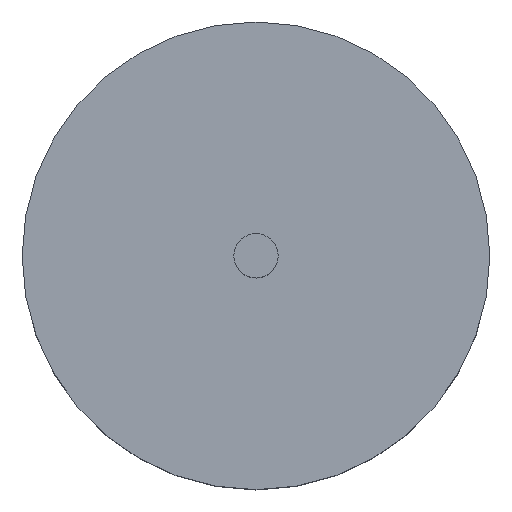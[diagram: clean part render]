
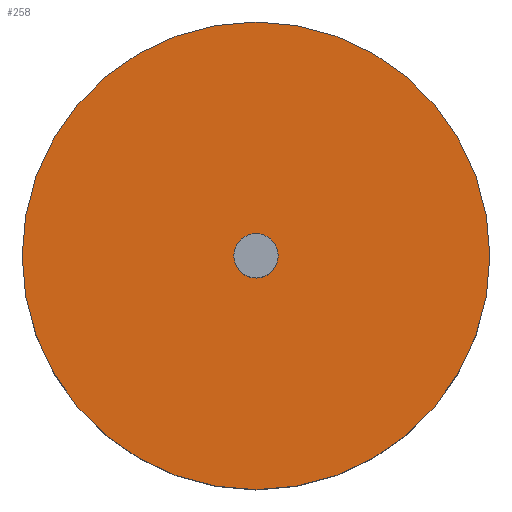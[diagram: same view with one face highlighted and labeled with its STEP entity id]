
A CAD part, top view. The second image highlights one B-rep face of the part: STEP entity #258.
In plain terms, the highlighted planar face has unit normal (0, 0, 1).
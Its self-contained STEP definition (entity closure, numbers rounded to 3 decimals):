
#27=FACE_BOUND('',#80,.T.);
#34=PLANE('',#309);
#51=FACE_OUTER_BOUND('',#79,.T.);
#79=EDGE_LOOP('',(#229));
#80=EDGE_LOOP('',(#230));
#121=CIRCLE('',#305,2.);
#122=CIRCLE('',#308,21.1);
#141=VERTEX_POINT('',#455);
#142=VERTEX_POINT('',#460);
#170=EDGE_CURVE('',#141,#141,#121,.T.);
#171=EDGE_CURVE('',#142,#142,#122,.T.);
#229=ORIENTED_EDGE('',*,*,#171,.T.);
#230=ORIENTED_EDGE('',*,*,#170,.T.);
#258=ADVANCED_FACE('',(#51,#27),#34,.T.);
#305=AXIS2_PLACEMENT_3D('',#457,#384,#385);
#308=AXIS2_PLACEMENT_3D('',#461,#390,#391);
#309=AXIS2_PLACEMENT_3D('',#463,#393,#394);
#384=DIRECTION('center_axis',(0.,0.,-1.));
#385=DIRECTION('ref_axis',(-1.,0.,0.));
#390=DIRECTION('center_axis',(0.,0.,1.));
#391=DIRECTION('ref_axis',(1.,0.,0.));
#393=DIRECTION('center_axis',(0.,0.,1.));
#394=DIRECTION('ref_axis',(1.,0.,0.));
#455=CARTESIAN_POINT('',(2.,0.,15.5));
#457=CARTESIAN_POINT('Origin',(0.,0.,15.5));
#460=CARTESIAN_POINT('',(-21.1,0.,15.5));
#461=CARTESIAN_POINT('Origin',(0.,0.,15.5));
#463=CARTESIAN_POINT('Origin',(0.,0.,15.5));
